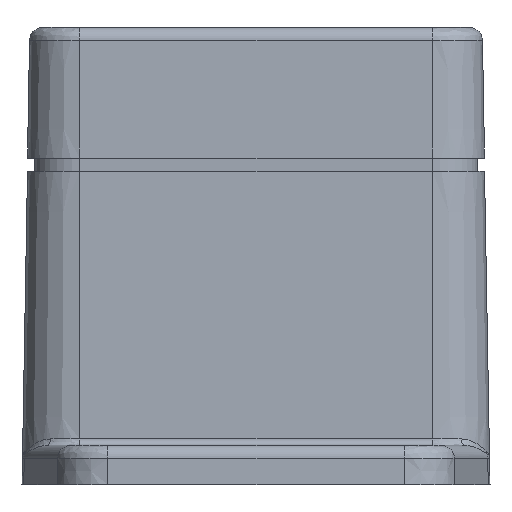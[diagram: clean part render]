
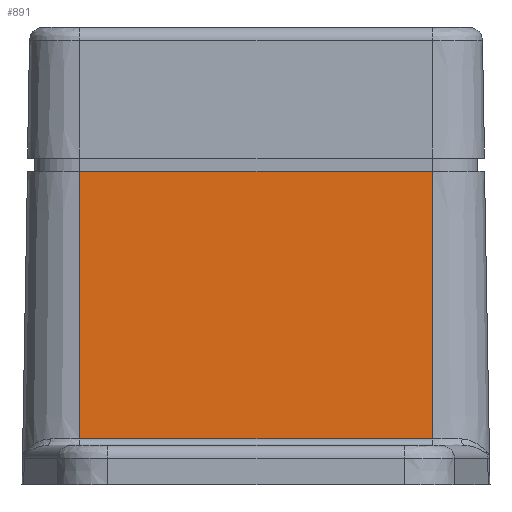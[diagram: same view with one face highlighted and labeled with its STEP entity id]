
A CAD part, left-side view. The second image highlights one B-rep face of the part: STEP entity #891.
In plain terms, the highlighted planar face has unit normal (-1, 0, 0.018).
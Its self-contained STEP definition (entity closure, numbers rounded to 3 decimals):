
#617 = VERTEX_POINT ( 'NONE', #3216 ) ;
#682 = EDGE_CURVE ( 'NONE', #7499, #617, #3273, .T. ) ;
#824 = EDGE_LOOP ( 'NONE', ( #869, #892, #886, #873 ) ) ;
#825 = EDGE_CURVE ( 'NONE', #882, #880, #4322, .T. ) ;
#869 = ORIENTED_EDGE ( 'NONE', *, *, #825, .F. ) ;
#870 = EDGE_CURVE ( 'NONE', #7499, #882, #4663, .T. ) ;
#871 = EDGE_CURVE ( 'NONE', #880, #617, #4650, .T. ) ;
#873 = ORIENTED_EDGE ( 'NONE', *, *, #871, .F. ) ;
#880 = VERTEX_POINT ( 'NONE', #4656 ) ;
#882 = VERTEX_POINT ( 'NONE', #4689 ) ;
#886 = ORIENTED_EDGE ( 'NONE', *, *, #682, .T. ) ;
#891 = ADVANCED_FACE ( 'NONE', ( #4710 ), #4670, .T. ) ;
#892 = ORIENTED_EDGE ( 'NONE', *, *, #870, .F. ) ;
#3216 = CARTESIAN_POINT ( 'NONE',  ( 8162.22, -31589.254, -9.289 ) ) ;
#3271 = CARTESIAN_POINT ( 'NONE',  ( 8162.22, -31575.754, -9.289 ) ) ;
#3273 = LINE ( 'NONE', #3271, #3322 ) ;
#3321 = DIRECTION ( 'NONE',  ( 0., -1., 0. ) ) ;
#3322 = VECTOR ( 'NONE', #3321, 1000. ) ;
#4228 = CARTESIAN_POINT ( 'NONE',  ( 8162.578, -31575.754, 11.22 ) ) ;
#4316 = DIRECTION ( 'NONE',  ( 0., -1., 0. ) ) ;
#4317 = VECTOR ( 'NONE', #4316, 1000. ) ;
#4322 = LINE ( 'NONE', #4228, #4317 ) ;
#4647 = DIRECTION ( 'NONE',  ( -0.017, 0., -1. ) ) ;
#4648 = VECTOR ( 'NONE', #4647, 1000. ) ;
#4649 = CARTESIAN_POINT ( 'NONE',  ( -547.696, -31589.254, -499000. ) ) ;
#4650 = LINE ( 'NONE', #4649, #4648 ) ;
#4651 = DIRECTION ( 'NONE',  ( 0.017, 0., 1. ) ) ;
#4652 = VECTOR ( 'NONE', #4651, 1000. ) ;
#4653 = CARTESIAN_POINT ( 'NONE',  ( -547.696, -31562.254, -499000. ) ) ;
#4656 = CARTESIAN_POINT ( 'NONE',  ( 8162.578, -31589.254, 11.22 ) ) ;
#4663 = LINE ( 'NONE', #4653, #4652 ) ;
#4669 = AXIS2_PLACEMENT_3D ( 'NONE', #4792, #4791, #4833 ) ;
#4670 = PLANE ( 'NONE',  #4669 ) ;
#4689 = CARTESIAN_POINT ( 'NONE',  ( 8162.578, -31562.254, 11.22 ) ) ;
#4710 = FACE_OUTER_BOUND ( 'NONE', #824, .T. ) ;
#4791 = DIRECTION ( 'NONE',  ( -1., 0., 0.017 ) ) ;
#4792 = CARTESIAN_POINT ( 'NONE',  ( 8162.578, -31575.754, 11.22 ) ) ;
#4833 = DIRECTION ( 'NONE',  ( 0.017, 0., 1. ) ) ;
#7466 = CARTESIAN_POINT ( 'NONE',  ( 8162.22, -31562.254, -9.289 ) ) ;
#7499 = VERTEX_POINT ( 'NONE', #7466 ) ;
